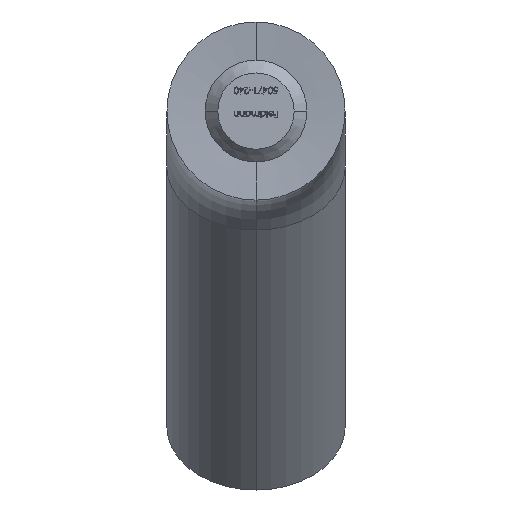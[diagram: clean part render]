
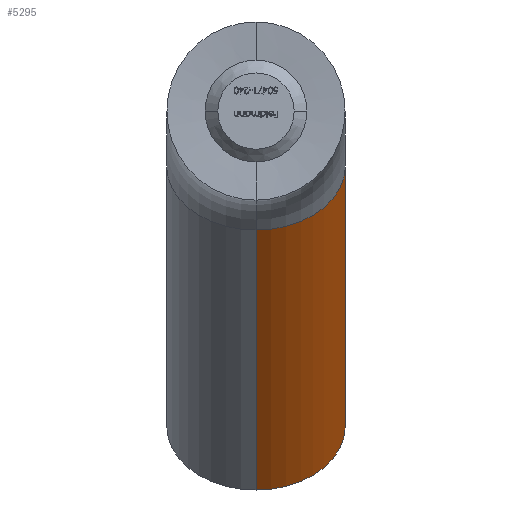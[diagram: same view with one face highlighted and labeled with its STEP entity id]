
A CAD part, front view. The second image highlights one B-rep face of the part: STEP entity #5295.
In plain terms, the highlighted cylindrical face has radius 7 mm (diameter 14 mm), a partial arc.
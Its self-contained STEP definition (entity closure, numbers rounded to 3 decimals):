
#122 = FACE_OUTER_BOUND ( 'NONE', #10115, .T. ) ;
#744 = AXIS2_PLACEMENT_3D ( 'NONE', #9447, #6794, #1383 ) ;
#969 = CARTESIAN_POINT ( 'NONE',  ( 0., 44.343, 0.556 ) ) ;
#1163 = EDGE_CURVE ( 'NONE', #6126, #6034, #9947, .T. ) ;
#1336 = VERTEX_POINT ( 'NONE', #10220 ) ;
#1383 = DIRECTION ( 'NONE',  ( 0., 0.707, 0.707 ) ) ;
#1424 = ORIENTED_EDGE ( 'NONE', *, *, #1163, .T. ) ;
#1640 = EDGE_CURVE ( 'NONE', #1336, #5873, #7776, .T. ) ;
#3477 = DIRECTION ( 'NONE',  ( 0., 0.707, -0.707 ) ) ;
#3784 = CARTESIAN_POINT ( 'NONE',  ( 0., 59.823, -24.823 ) ) ;
#3888 = DIRECTION ( 'NONE',  ( 0., 0.707, 0.707 ) ) ;
#4422 = DIRECTION ( 'NONE',  ( 0., 0.707, -0.707 ) ) ;
#5295 = ADVANCED_FACE ( 'NONE', ( #122 ), #6848, .T. ) ;
#5405 = CARTESIAN_POINT ( 'NONE',  ( 0., 64.773, -19.873 ) ) ;
#5433 = EDGE_CURVE ( 'NONE', #6034, #5873, #8298, .T. ) ;
#5645 = CIRCLE ( 'NONE', #744, 7. ) ;
#5782 = AXIS2_PLACEMENT_3D ( 'NONE', #9663, #6918, #11656 ) ;
#5873 = VERTEX_POINT ( 'NONE', #5405 ) ;
#5949 = CARTESIAN_POINT ( 'NONE',  ( 0., 54.873, -29.773 ) ) ;
#6034 = VERTEX_POINT ( 'NONE', #5949 ) ;
#6126 = VERTEX_POINT ( 'NONE', #9041 ) ;
#6697 = DIRECTION ( 'NONE',  ( 0., -0.707, 0.707 ) ) ;
#6794 = DIRECTION ( 'NONE',  ( 0., 0.707, -0.707 ) ) ;
#6848 = CYLINDRICAL_SURFACE ( 'NONE', #5782, 7. ) ;
#6918 = DIRECTION ( 'NONE',  ( 0., 0.707, -0.707 ) ) ;
#7472 = VECTOR ( 'NONE', #3477, 1000. ) ;
#7776 = LINE ( 'NONE', #969, #9653 ) ;
#7860 = AXIS2_PLACEMENT_3D ( 'NONE', #3784, #6697, #3888 ) ;
#7866 = EDGE_CURVE ( 'NONE', #1336, #6126, #5645, .T. ) ;
#8298 = CIRCLE ( 'NONE', #7860, 7. ) ;
#9041 = CARTESIAN_POINT ( 'NONE',  ( 0., 34.444, -9.343 ) ) ;
#9447 = CARTESIAN_POINT ( 'NONE',  ( 0., 39.393, -4.393 ) ) ;
#9653 = VECTOR ( 'NONE', #4422, 1000. ) ;
#9663 = CARTESIAN_POINT ( 'NONE',  ( 0., 39.393, -4.393 ) ) ;
#9947 = LINE ( 'NONE', #9954, #7472 ) ;
#9954 = CARTESIAN_POINT ( 'NONE',  ( 0., 34.444, -9.343 ) ) ;
#10115 = EDGE_LOOP ( 'NONE', ( #10319, #1424, #10686, #10825 ) ) ;
#10220 = CARTESIAN_POINT ( 'NONE',  ( 0., 44.343, 0.556 ) ) ;
#10319 = ORIENTED_EDGE ( 'NONE', *, *, #7866, .T. ) ;
#10686 = ORIENTED_EDGE ( 'NONE', *, *, #5433, .T. ) ;
#10825 = ORIENTED_EDGE ( 'NONE', *, *, #1640, .F. ) ;
#11656 = DIRECTION ( 'NONE',  ( 0., 0.707, 0.707 ) ) ;
